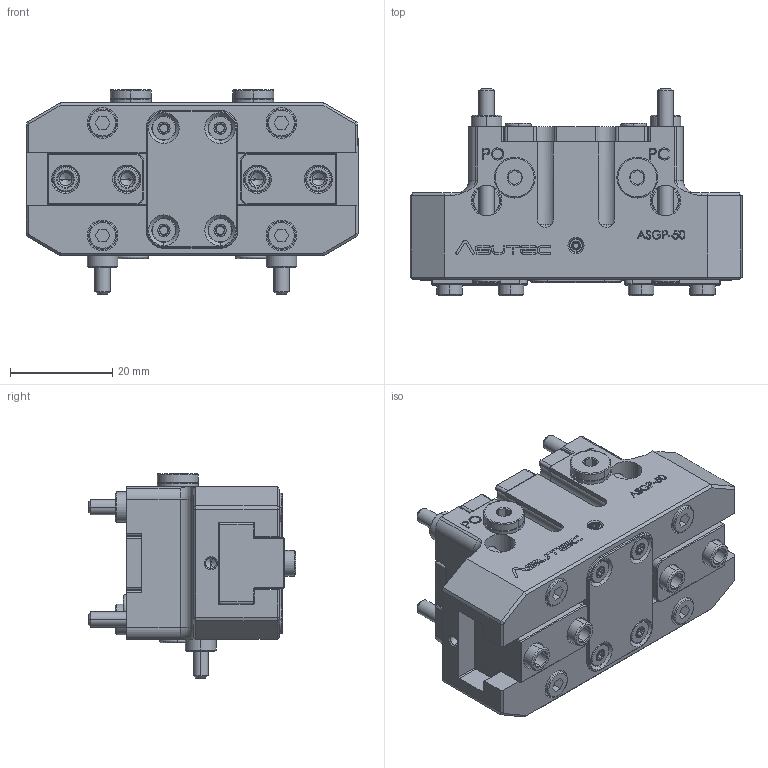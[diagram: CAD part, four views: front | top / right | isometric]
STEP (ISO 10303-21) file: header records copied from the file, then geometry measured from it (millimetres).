
FILE_DESCRIPTION (( 'STEP AP203' ), '1' );
FILE_NAME ('ASUTEC_ASGP-50.STEP', '2019-11-01T06:00:54', ( '' ), ( '' ), 'SwSTEP 2.0', 'SolidWorks 2015', '' );
FILE_SCHEMA (( 'CONFIG_CONTROL_DESIGN' ));
Length unit declared in the file: millimetre
Products named in the file (10): 10000090 M3x30 DIN912; Grundgehäuse-ASGP-50_Step <Standard>; ASUTEC_ASGP-50; Abdeckung ASGP-50; Greiferbacke ASGP-50; Zentrierhuelse-konfigurierbar_D6d4.2L5; 12000092 O-Ring 5x1_Flanschdichtung <Standard>; 12000094 O-Ring 3x1_Flansch <Standard>; 14010075 Blindsstopfen Innensechskant; 10000092 M3x35 DIN912
Assembly tree (20 placements, depth 2):
  ASUTEC_ASGP-50
    Grundgehäuse-ASGP-50_Step <Standard>
    Abdeckung ASGP-50
    Greiferbacke ASGP-50  x2
    Zentrierhuelse-konfigurierbar_D6d4.2L5  x4
    12000092 O-Ring 5x1_Flanschdichtung <Standard>  x2
    12000094 O-Ring 3x1_Flansch <Standard>  x2
    14010075 Blindsstopfen Innensechskant  x2
    10000092 M3x35 DIN912  x4
    10000090 M3x30 DIN912  x2
Bounding box: 65 x 40.6 x 40 mm (x, y, z)
Volume: 46350.5 mm3; surface area: 23195.1 mm2
Topology: 20 solids, 20 shells, 1710 faces, 4187 edges, 2630 vertices
Faces by surface type: cylinder 566, plane 550, cone 372, bspline 134, torus 88
Entity records: 55978 total; most frequent: CARTESIAN_POINT 21774, ORIENTED_EDGE 7168, DIRECTION 6218, EDGE_CURVE 3584, VERTEX_POINT 2276, AXIS2_PLACEMENT_3D 2256, VECTOR 1706, LINE 1706
